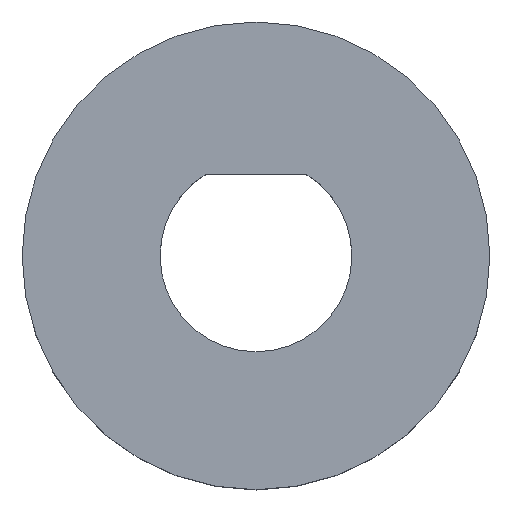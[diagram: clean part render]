
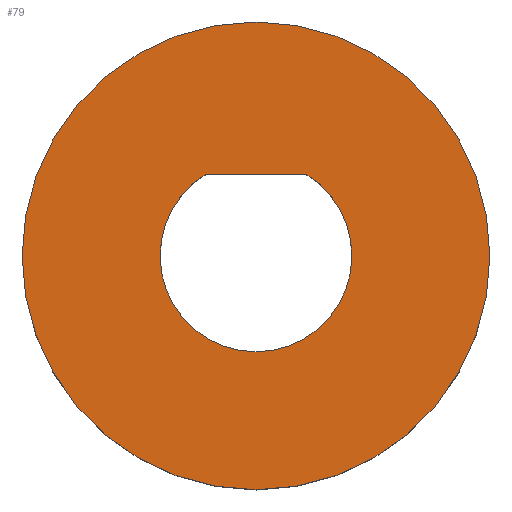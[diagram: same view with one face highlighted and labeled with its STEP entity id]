
A CAD part, top view. The second image highlights one B-rep face of the part: STEP entity #79.
In plain terms, the highlighted planar face has unit normal (0, 0, 1).
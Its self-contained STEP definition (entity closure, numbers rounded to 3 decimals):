
#79 = ADVANCED_FACE( '', ( #92, #93 ), #94, .F. );
#92 = FACE_BOUND( '', #108, .T. );
#93 = FACE_OUTER_BOUND( '', #109, .T. );
#94 = PLANE( '', #110 );
#108 = EDGE_LOOP( '', ( #139, #140 ) );
#109 = EDGE_LOOP( '', ( #141 ) );
#110 = AXIS2_PLACEMENT_3D( '', #142, #143, #144 );
#139 = ORIENTED_EDGE( '', *, *, #152, .T. );
#140 = ORIENTED_EDGE( '', *, *, #157, .T. );
#141 = ORIENTED_EDGE( '', *, *, #158, .F. );
#142 = CARTESIAN_POINT( '', ( 0., 0., 6. ) );
#143 = DIRECTION( '', ( 0., 0., -1. ) );
#144 = DIRECTION( '', ( -1., 0., 0. ) );
#152 = EDGE_CURVE( '', #164, #162, #165, .T. );
#157 = EDGE_CURVE( '', #162, #164, #172, .T. );
#158 = EDGE_CURVE( '', #173, #173, #174, .T. );
#162 = VERTEX_POINT( '', #179 );
#164 = VERTEX_POINT( '', #182 );
#165 = LINE( '', #183, #184 );
#172 = CIRCLE( '', #192, 4.1 );
#173 = VERTEX_POINT( '', #193 );
#174 = CIRCLE( '', #194, 10. );
#179 = CARTESIAN_POINT( '', ( 2.135, 3.5, 6. ) );
#182 = CARTESIAN_POINT( '', ( -2.135, 3.5, 6. ) );
#183 = CARTESIAN_POINT( '', ( -2.135, 3.5, 6. ) );
#184 = VECTOR( '', #197, 1000. );
#192 = AXIS2_PLACEMENT_3D( '', #208, #209, #210 );
#193 = CARTESIAN_POINT( '', ( 10., 0., 6. ) );
#194 = AXIS2_PLACEMENT_3D( '', #211, #212, #213 );
#197 = DIRECTION( '', ( 1., 0., 0. ) );
#208 = CARTESIAN_POINT( '', ( 0., 0., 6. ) );
#209 = DIRECTION( '', ( 0., 0., -1. ) );
#210 = DIRECTION( '', ( 0., 1., 0. ) );
#211 = CARTESIAN_POINT( '', ( 0., 0., 6. ) );
#212 = DIRECTION( '', ( 0., 0., -1. ) );
#213 = DIRECTION( '', ( 1., 0., 0. ) );
